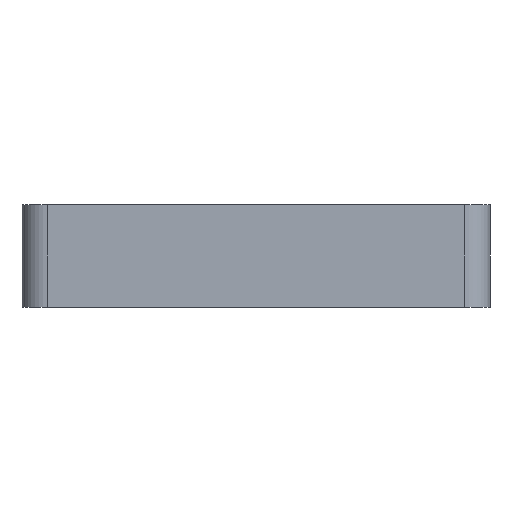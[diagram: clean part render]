
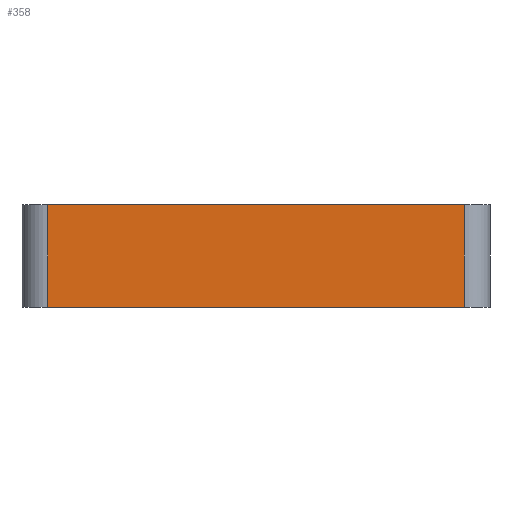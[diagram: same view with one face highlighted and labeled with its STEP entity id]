
A CAD part, left-side view. The second image highlights one B-rep face of the part: STEP entity #358.
In plain terms, the highlighted planar face has unit normal (-1, 0, 0).
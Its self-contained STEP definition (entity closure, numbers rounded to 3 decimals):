
#6 = EDGE_CURVE ( 'NONE', #1192, #869, #297, .T. ) ;
#9 = PLANE ( 'NONE',  #587 ) ;
#20 = ORIENTED_EDGE ( 'NONE', *, *, #664, .T. ) ;
#22 = DIRECTION ( 'NONE',  ( 1., 0., 0. ) ) ;
#25 = DIRECTION ( 'NONE',  ( 0., 0., -1. ) ) ;
#85 = CARTESIAN_POINT ( 'NONE',  ( -70., -24.5, 12. ) ) ;
#170 = VECTOR ( 'NONE', #465, 1000. ) ;
#202 = ORIENTED_EDGE ( 'NONE', *, *, #6, .T. ) ;
#233 = EDGE_CURVE ( 'NONE', #869, #578, #431, .T. ) ;
#241 = CARTESIAN_POINT ( 'NONE',  ( -70., -24.5, 0. ) ) ;
#282 = CARTESIAN_POINT ( 'NONE',  ( -70., -24.5, 12. ) ) ;
#283 = DIRECTION ( 'NONE',  ( 0., 0., 1. ) ) ;
#297 = LINE ( 'NONE', #528, #170 ) ;
#358 = ADVANCED_FACE ( 'NONE', ( #982 ), #9, .F. ) ;
#426 = ORIENTED_EDGE ( 'NONE', *, *, #233, .T. ) ;
#431 = LINE ( 'NONE', #779, #473 ) ;
#437 = EDGE_LOOP ( 'NONE', ( #426, #20, #1144, #202 ) ) ;
#465 = DIRECTION ( 'NONE',  ( 0., 0., -1. ) ) ;
#473 = VECTOR ( 'NONE', #950, 1000. ) ;
#528 = CARTESIAN_POINT ( 'NONE',  ( -70., 24.5, 12. ) ) ;
#544 = LINE ( 'NONE', #282, #1176 ) ;
#578 = VERTEX_POINT ( 'NONE', #241 ) ;
#587 = AXIS2_PLACEMENT_3D ( 'NONE', #691, #22, #25 ) ;
#664 = EDGE_CURVE ( 'NONE', #578, #914, #544, .T. ) ;
#691 = CARTESIAN_POINT ( 'NONE',  ( -70., -27.5, 12. ) ) ;
#697 = CARTESIAN_POINT ( 'NONE',  ( -70., 24.5, 0. ) ) ;
#779 = CARTESIAN_POINT ( 'NONE',  ( -70., -27.5, 0. ) ) ;
#792 = CARTESIAN_POINT ( 'NONE',  ( -70., 24.5, 12. ) ) ;
#808 = DIRECTION ( 'NONE',  ( 0., -1., 0. ) ) ;
#869 = VERTEX_POINT ( 'NONE', #697 ) ;
#914 = VERTEX_POINT ( 'NONE', #85 ) ;
#949 = LINE ( 'NONE', #1143, #1202 ) ;
#950 = DIRECTION ( 'NONE',  ( 0., -1., 0. ) ) ;
#982 = FACE_OUTER_BOUND ( 'NONE', #437, .T. ) ;
#1143 = CARTESIAN_POINT ( 'NONE',  ( -70., -27.5, 12. ) ) ;
#1144 = ORIENTED_EDGE ( 'NONE', *, *, #1277, .F. ) ;
#1176 = VECTOR ( 'NONE', #283, 1000. ) ;
#1192 = VERTEX_POINT ( 'NONE', #792 ) ;
#1202 = VECTOR ( 'NONE', #808, 1000. ) ;
#1277 = EDGE_CURVE ( 'NONE', #1192, #914, #949, .T. ) ;
